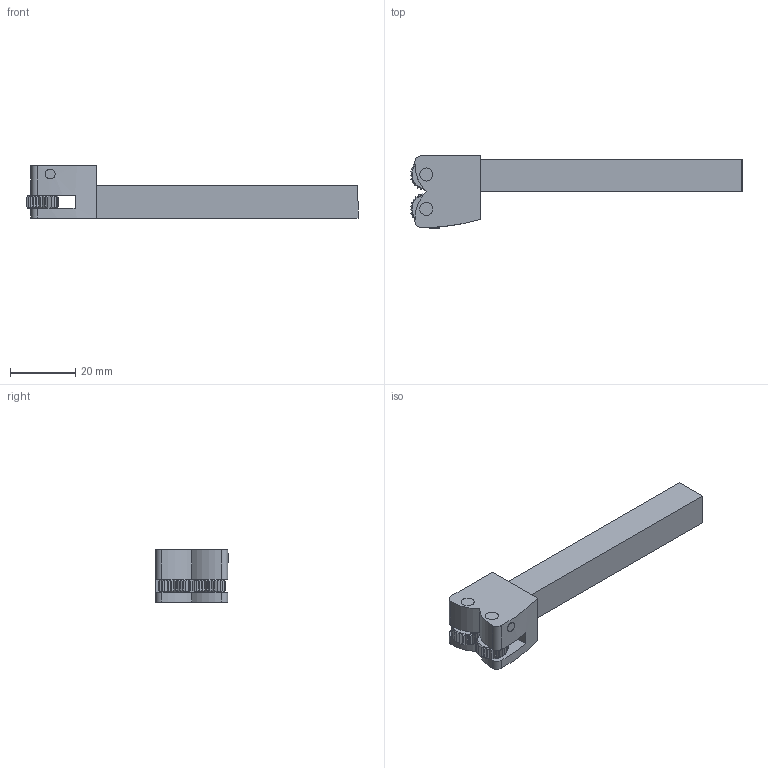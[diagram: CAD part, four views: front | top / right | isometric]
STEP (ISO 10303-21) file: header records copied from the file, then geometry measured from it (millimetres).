
FILE_DESCRIPTION(/* description */ (''),/* implementation_level */ '2;1');
FILE_NAME(/* name */ '32000226.stp',/* time_stamp */ '2022-02-15T09:33:48+01:00',/* author */ ('bueker'),/* organization */ (''),/* preprocessor_version */ 'ST-DEVELOPER v18.1',/* originating_system */ 'Autodesk Inventor 2022',/* authorisation */ '');
FILE_SCHEMA (('AUTOMOTIVE_DESIGN { 1 0 10303 214 3 1 1 }'));
Length unit declared in the file: millimetre
Products named in the file (3): 32000402; HKP-005555; 32000226
Assembly tree (3 placements, depth 2):
  32000402
    HKP-005555  x2
    32000226
Bounding box: 101.49 x 22.17 x 16 mm (x, y, z)
Volume: 13929.7 mm3; surface area: 6440.5 mm2
Topology: 3 solids, 3 shells, 260 faces, 748 edges, 501 vertices
Faces by surface type: plane 130, cylinder 122, torus 4, cone 4
Full cylindrical faces by diameter (mm): 3 x1, 4 x4
Entity records: 5417 total; most frequent: CARTESIAN_POINT 1791, ORIENTED_EDGE 818, DIRECTION 640, EDGE_CURVE 409, VERTEX_POINT 275, AXIS2_PLACEMENT_3D 246, EDGE_LOOP 158, LINE 148
